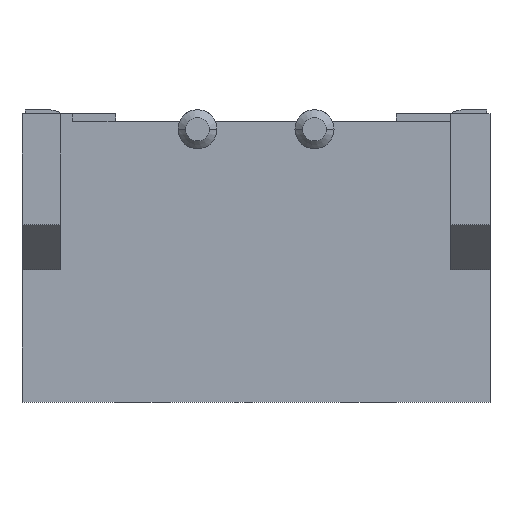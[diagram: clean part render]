
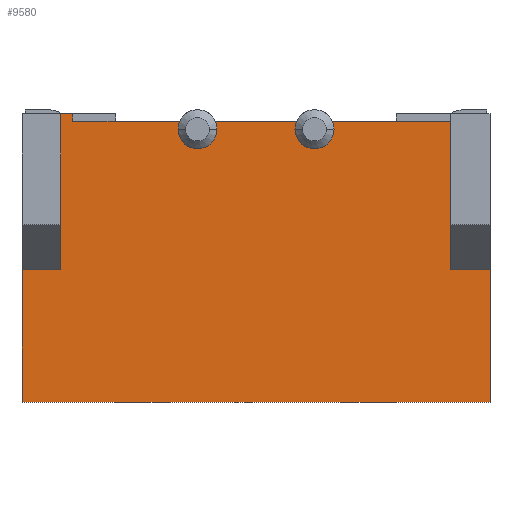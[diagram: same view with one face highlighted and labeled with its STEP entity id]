
A CAD part, front view. The second image highlights one B-rep face of the part: STEP entity #9580.
In plain terms, the highlighted planar face has unit normal (0, -1, 0).
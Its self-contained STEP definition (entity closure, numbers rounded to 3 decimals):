
#8250=CARTESIAN_POINT('',(-11.5,-5.,2.5));
#8260=DIRECTION('',(0.,1.,0.));
#8270=DIRECTION('',(0.,0.,1.));
#8280=AXIS2_PLACEMENT_3D('',#8250,#8260,#8270);
#8290=PLANE('',#8280);
#8300=CARTESIAN_POINT('',(-9.75,-5.,3.5));
#8310=DIRECTION('',(0.,-1.,0.));
#8320=DIRECTION('',(1.,0.,0.));
#8330=AXIS2_PLACEMENT_3D('',#8300,#8310,#8320);
#8340=CIRCLE('',#8330,0.25);
#8350=CARTESIAN_POINT('',(-9.979,-5.,3.6));
#8360=VERTEX_POINT('',#8350);
#8370=CARTESIAN_POINT('',(-10.,-5.,3.5));
#8380=VERTEX_POINT('',#8370);
#8390=EDGE_CURVE('',#8360,#8380,#8340,.T.);
#8400=ORIENTED_EDGE('',*,*,#8390,.F.);
#8410=CARTESIAN_POINT('',(-9.5,-5.,3.5));
#8420=VERTEX_POINT('',#8410);
#8430=EDGE_CURVE('',#8380,#8420,#8340,.T.);
#8440=ORIENTED_EDGE('',*,*,#8430,.F.);
#8450=CARTESIAN_POINT('',(-9.521,-5.,3.6));
#8460=VERTEX_POINT('',#8450);
#8470=EDGE_CURVE('',#8420,#8460,#8340,.T.);
#8480=ORIENTED_EDGE('',*,*,#8470,.F.);
#8490=CARTESIAN_POINT('',(0.,-5.,3.6));
#8500=DIRECTION('',(1.,-0.,-0.));
#8510=VECTOR('',#8500,1.);
#8520=LINE('',#8490,#8510);
#8530=CARTESIAN_POINT('',(-8.,-5.,3.6));
#8540=VERTEX_POINT('',#8530);
#8550=EDGE_CURVE('',#8460,#8540,#8520,.T.);
#8560=ORIENTED_EDGE('',*,*,#8550,.F.);
#8570=CARTESIAN_POINT('',(-8.,-5.,0.));
#8580=DIRECTION('',(0.,0.,-1.));
#8590=VECTOR('',#8580,1.);
#8600=LINE('',#8570,#8590);
#8610=CARTESIAN_POINT('',(-8.,-5.,1.7));
#8620=VERTEX_POINT('',#8610);
#8630=EDGE_CURVE('',#8540,#8620,#8600,.T.);
#8640=ORIENTED_EDGE('',*,*,#8630,.F.);
#8650=CARTESIAN_POINT('',(-19.5,-5.,1.7));
#8660=DIRECTION('',(1.,0.,0.));
#8670=VECTOR('',#8660,1.);
#8680=LINE('',#8650,#8670);
#8690=CARTESIAN_POINT('',(-7.5,-5.,1.7));
#8700=VERTEX_POINT('',#8690);
#8710=EDGE_CURVE('',#8620,#8700,#8680,.T.);
#8720=ORIENTED_EDGE('',*,*,#8710,.F.);
#8730=CARTESIAN_POINT('',(-7.5,-5.,0.));
#8740=DIRECTION('',(0.,-0.,-1.));
#8750=VECTOR('',#8740,1.);
#8760=LINE('',#8730,#8750);
#8770=CARTESIAN_POINT('',(-7.5,-5.,-0.));
#8780=VERTEX_POINT('',#8770);
#8790=EDGE_CURVE('',#8700,#8780,#8760,.T.);
#8800=ORIENTED_EDGE('',*,*,#8790,.F.);
#8810=CARTESIAN_POINT('',(-1.5,-5.,0.));
#8820=DIRECTION('',(-1.,0.,0.));
#8830=VECTOR('',#8820,12.);
#8840=LINE('',#8810,#8830);
#8850=CARTESIAN_POINT('',(-13.5,-5.,-0.));
#8860=VERTEX_POINT('',#8850);
#8870=EDGE_CURVE('',#8780,#8860,#8840,.T.);
#8880=ORIENTED_EDGE('',*,*,#8870,.F.);
#8890=CARTESIAN_POINT('',(-13.5,-5.,1.7));
#8900=DIRECTION('',(0.,0.,-1.));
#8910=VECTOR('',#8900,1.7);
#8920=LINE('',#8890,#8910);
#8930=CARTESIAN_POINT('',(-13.5,-5.,1.7));
#8940=VERTEX_POINT('',#8930);
#8950=EDGE_CURVE('',#8940,#8860,#8920,.T.);
#8960=ORIENTED_EDGE('',*,*,#8950,.T.);
#8970=CARTESIAN_POINT('',(-13.5,-5.,1.7));
#8980=DIRECTION('',(1.,0.,0.));
#8990=VECTOR('',#8980,1.);
#9000=LINE('',#8970,#8990);
#9010=CARTESIAN_POINT('',(-13.,-5.,1.7));
#9020=VERTEX_POINT('',#9010);
#9030=EDGE_CURVE('',#8940,#9020,#9000,.T.);
#9040=ORIENTED_EDGE('',*,*,#9030,.F.);
#9050=CARTESIAN_POINT('',(-13.,-5.,0.));
#9060=DIRECTION('',(0.,0.,1.));
#9070=VECTOR('',#9060,1.);
#9080=LINE('',#9050,#9070);
#9090=CARTESIAN_POINT('',(-13.,-5.,3.7));
#9100=VERTEX_POINT('',#9090);
#9110=EDGE_CURVE('',#9020,#9100,#9080,.T.);
#9120=ORIENTED_EDGE('',*,*,#9110,.F.);
#9130=CARTESIAN_POINT('',(-13.5,-5.,3.7));
#9140=DIRECTION('',(1.,0.,0.));
#9150=VECTOR('',#9140,1.);
#9160=LINE('',#9130,#9150);
#9170=CARTESIAN_POINT('',(-12.85,-5.,3.7));
#9180=VERTEX_POINT('',#9170);
#9190=EDGE_CURVE('',#9100,#9180,#9160,.T.);
#9200=ORIENTED_EDGE('',*,*,#9190,.F.);
#9210=CARTESIAN_POINT('',(-12.85,-5.,0.));
#9220=DIRECTION('',(-0.,0.,-1.));
#9230=VECTOR('',#9220,1.);
#9240=LINE('',#9210,#9230);
#9250=CARTESIAN_POINT('',(-12.85,-5.,3.6));
#9260=VERTEX_POINT('',#9250);
#9270=EDGE_CURVE('',#9180,#9260,#9240,.T.);
#9280=ORIENTED_EDGE('',*,*,#9270,.F.);
#9290=CARTESIAN_POINT('',(-11.479,-5.,3.6));
#9300=VERTEX_POINT('',#9290);
#9310=EDGE_CURVE('',#9260,#9300,#8520,.T.);
#9320=ORIENTED_EDGE('',*,*,#9310,.F.);
#9330=CARTESIAN_POINT('',(-11.25,-5.,3.5));
#9340=DIRECTION('',(0.,-1.,0.));
#9350=DIRECTION('',(1.,0.,0.));
#9360=AXIS2_PLACEMENT_3D('',#9330,#9340,#9350);
#9370=CIRCLE('',#9360,0.25);
#9380=CARTESIAN_POINT('',(-11.5,-5.,3.5));
#9390=VERTEX_POINT('',#9380);
#9400=EDGE_CURVE('',#9300,#9390,#9370,.T.);
#9410=ORIENTED_EDGE('',*,*,#9400,.F.);
#9420=CARTESIAN_POINT('',(-11.,-5.,3.5));
#9430=VERTEX_POINT('',#9420);
#9440=EDGE_CURVE('',#9390,#9430,#9370,.T.);
#9450=ORIENTED_EDGE('',*,*,#9440,.F.);
#9460=CARTESIAN_POINT('',(-11.021,-5.,3.6));
#9470=VERTEX_POINT('',#9460);
#9480=EDGE_CURVE('',#9430,#9470,#9370,.T.);
#9490=ORIENTED_EDGE('',*,*,#9480,.F.);
#9500=CARTESIAN_POINT('',(0.,-5.,3.6));
#9510=DIRECTION('',(1.,-0.,-0.));
#9520=VECTOR('',#9510,1.);
#9530=LINE('',#9500,#9520);
#9540=EDGE_CURVE('',#9470,#8360,#9530,.T.);
#9550=ORIENTED_EDGE('',*,*,#9540,.F.);
#9560=EDGE_LOOP('',(#9550,#9490,#9450,#9410,#9320,#9280,#9200,#9120,
#9040,#8960,#8880,#8800,#8720,#8640,#8560,#8480,#8440,#8400));
#9570=FACE_OUTER_BOUND('',#9560,.T.);
#9580=ADVANCED_FACE('',(#9570),#8290,.F.);
